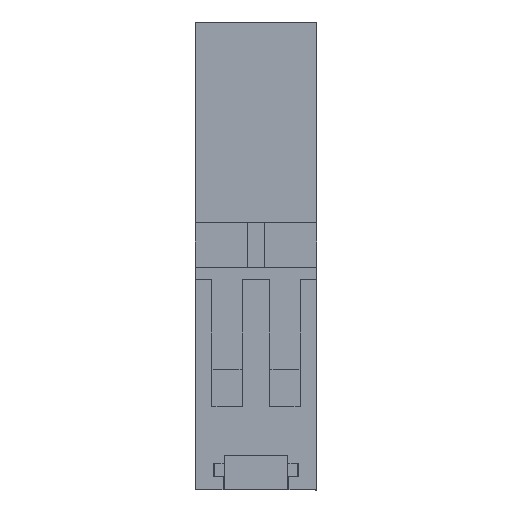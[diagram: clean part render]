
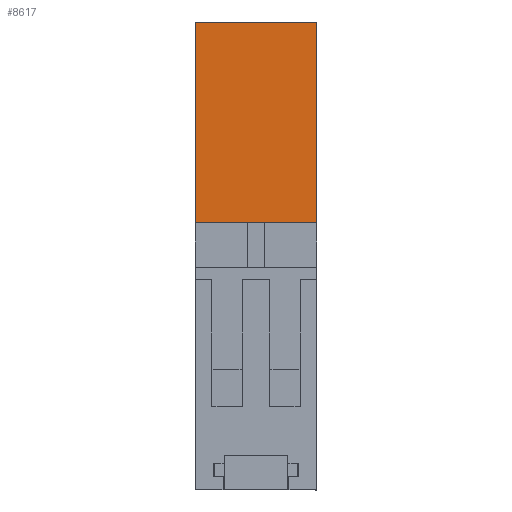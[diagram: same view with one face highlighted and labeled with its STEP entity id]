
A CAD part, front view. The second image highlights one B-rep face of the part: STEP entity #8617.
In plain terms, the highlighted planar face has unit normal (0, -1, 0).
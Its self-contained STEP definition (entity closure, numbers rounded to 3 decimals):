
#8573=AXIS2_PLACEMENT_3D('Plane Axis2P3D',#8570,#8571,#8572) ;
#120=CARTESIAN_POINT('Vertex',(15.8,54.15,61.)) ;
#124=CARTESIAN_POINT('Control Point',(15.8,54.15,27.1)) ;
#125=CARTESIAN_POINT('Control Point',(15.8,54.15,61.)) ;
#126=CARTESIAN_POINT('Vertex',(15.8,54.15,27.1)) ;
#307=CARTESIAN_POINT('Vertex',(0.,54.15,27.1)) ;
#311=CARTESIAN_POINT('Control Point',(0.,54.15,61.)) ;
#312=CARTESIAN_POINT('Control Point',(0.,54.15,27.1)) ;
#313=CARTESIAN_POINT('Vertex',(0.,54.15,61.)) ;
#2230=CARTESIAN_POINT('Vertex',(14.3,54.15,27.1)) ;
#2233=CARTESIAN_POINT('Line Origine',(14.3,54.15,30.975)) ;
#2237=CARTESIAN_POINT('Vertex',(14.3,54.15,34.85)) ;
#2576=CARTESIAN_POINT('Vertex',(1.5,54.15,34.85)) ;
#2579=CARTESIAN_POINT('Line Origine',(1.5,54.15,30.975)) ;
#2583=CARTESIAN_POINT('Vertex',(1.5,54.15,27.1)) ;
#2953=CARTESIAN_POINT('Line Origine',(11.675,54.15,34.85)) ;
#2957=CARTESIAN_POINT('Vertex',(9.05,54.15,34.85)) ;
#2978=CARTESIAN_POINT('Vertex',(6.75,54.15,34.85)) ;
#2981=CARTESIAN_POINT('Line Origine',(4.125,54.15,34.85)) ;
#3214=CARTESIAN_POINT('Line Origine',(9.05,54.15,31.675)) ;
#3218=CARTESIAN_POINT('Vertex',(9.05,54.15,28.5)) ;
#3239=CARTESIAN_POINT('Line Origine',(7.9,54.15,28.5)) ;
#3243=CARTESIAN_POINT('Vertex',(6.75,54.15,28.5)) ;
#3266=CARTESIAN_POINT('Line Origine',(6.75,54.15,31.675)) ;
#8541=CARTESIAN_POINT('Line Origine',(15.75,54.15,27.1)) ;
#8545=CARTESIAN_POINT('Vertex',(15.7,54.15,27.1)) ;
#8548=CARTESIAN_POINT('Line Origine',(15.6,54.15,27.1)) ;
#8552=CARTESIAN_POINT('Vertex',(15.5,54.15,27.1)) ;
#8555=CARTESIAN_POINT('Line Origine',(14.9,54.15,27.1)) ;
#8570=CARTESIAN_POINT('Axis2P3D Location',(15.7,54.15,34.)) ;
#8575=CARTESIAN_POINT('Line Origine',(7.9,54.15,61.)) ;
#8580=CARTESIAN_POINT('Line Origine',(0.05,54.15,27.1)) ;
#8584=CARTESIAN_POINT('Vertex',(0.1,54.15,27.1)) ;
#8587=CARTESIAN_POINT('Line Origine',(0.2,54.15,27.1)) ;
#8591=CARTESIAN_POINT('Vertex',(0.3,54.15,27.1)) ;
#8594=CARTESIAN_POINT('Line Origine',(0.9,54.15,27.1)) ;
#2234=DIRECTION('Vector Direction',(0.,0.,-1.)) ;
#2580=DIRECTION('Vector Direction',(0.,0.,1.)) ;
#2954=DIRECTION('Vector Direction',(1.,0.,0.)) ;
#2982=DIRECTION('Vector Direction',(-1.,0.,0.)) ;
#3215=DIRECTION('Vector Direction',(0.,0.,1.)) ;
#3240=DIRECTION('Vector Direction',(-1.,0.,0.)) ;
#3267=DIRECTION('Vector Direction',(0.,0.,1.)) ;
#8542=DIRECTION('Vector Direction',(1.,0.,0.)) ;
#8549=DIRECTION('Vector Direction',(-1.,0.,0.)) ;
#8556=DIRECTION('Vector Direction',(1.,0.,0.)) ;
#8571=DIRECTION('Axis2P3D Direction',(0.,1.,0.)) ;
#8572=DIRECTION('Axis2P3D XDirection',(-1.,0.,0.)) ;
#8576=DIRECTION('Vector Direction',(1.,0.,0.)) ;
#8581=DIRECTION('Vector Direction',(-1.,0.,0.)) ;
#8588=DIRECTION('Vector Direction',(-1.,0.,0.)) ;
#8595=DIRECTION('Vector Direction',(-1.,0.,0.)) ;
#2235=VECTOR('Line Direction',#2234,1.) ;
#2581=VECTOR('Line Direction',#2580,1.) ;
#2955=VECTOR('Line Direction',#2954,1.) ;
#2983=VECTOR('Line Direction',#2982,1.) ;
#3216=VECTOR('Line Direction',#3215,1.) ;
#3241=VECTOR('Line Direction',#3240,1.) ;
#3268=VECTOR('Line Direction',#3267,1.) ;
#8543=VECTOR('Line Direction',#8542,1.) ;
#8550=VECTOR('Line Direction',#8549,1.) ;
#8557=VECTOR('Line Direction',#8556,1.) ;
#8577=VECTOR('Line Direction',#8576,1.) ;
#8582=VECTOR('Line Direction',#8581,1.) ;
#8589=VECTOR('Line Direction',#8588,1.) ;
#8596=VECTOR('Line Direction',#8595,1.) ;
#8600=ORIENTED_EDGE('',*,*,#8579,.F.) ;
#8601=ORIENTED_EDGE('',*,*,#315,.F.) ;
#8602=ORIENTED_EDGE('',*,*,#8586,.F.) ;
#8603=ORIENTED_EDGE('',*,*,#8593,.T.) ;
#8604=ORIENTED_EDGE('',*,*,#8598,.T.) ;
#8605=ORIENTED_EDGE('',*,*,#2585,.F.) ;
#8606=ORIENTED_EDGE('',*,*,#2985,.F.) ;
#8607=ORIENTED_EDGE('',*,*,#3270,.T.) ;
#8608=ORIENTED_EDGE('',*,*,#3245,.F.) ;
#8609=ORIENTED_EDGE('',*,*,#3220,.F.) ;
#8610=ORIENTED_EDGE('',*,*,#2959,.F.) ;
#8611=ORIENTED_EDGE('',*,*,#2239,.T.) ;
#8612=ORIENTED_EDGE('',*,*,#8559,.T.) ;
#8613=ORIENTED_EDGE('',*,*,#8554,.T.) ;
#8614=ORIENTED_EDGE('',*,*,#8547,.T.) ;
#8615=ORIENTED_EDGE('',*,*,#128,.F.) ;
#8617=ADVANCED_FACE('SOCKEL',(#8616),#8574,.F.) ;
#123=B_SPLINE_CURVE_WITH_KNOTS('',1,(#124,#125),.UNSPECIFIED.,.F.,.U.,(2,2),(0.,33.9),.UNSPECIFIED.) ;
#310=B_SPLINE_CURVE_WITH_KNOTS('',1,(#311,#312),.UNSPECIFIED.,.F.,.U.,(2,2),(0.,33.9),.UNSPECIFIED.) ;
#128=EDGE_CURVE('',#121,#127,#123,.F.) ;
#315=EDGE_CURVE('',#308,#314,#310,.F.) ;
#2239=EDGE_CURVE('',#2238,#2231,#2236,.T.) ;
#2585=EDGE_CURVE('',#2577,#2584,#2582,.F.) ;
#2959=EDGE_CURVE('',#2238,#2958,#2956,.F.) ;
#2985=EDGE_CURVE('',#2979,#2577,#2984,.T.) ;
#3220=EDGE_CURVE('',#2958,#3219,#3217,.F.) ;
#3245=EDGE_CURVE('',#3219,#3244,#3242,.T.) ;
#3270=EDGE_CURVE('',#2979,#3244,#3269,.F.) ;
#8547=EDGE_CURVE('',#8546,#127,#8544,.T.) ;
#8554=EDGE_CURVE('',#8553,#8546,#8551,.F.) ;
#8559=EDGE_CURVE('',#2231,#8553,#8558,.T.) ;
#8579=EDGE_CURVE('',#314,#121,#8578,.T.) ;
#8586=EDGE_CURVE('',#8585,#308,#8583,.T.) ;
#8593=EDGE_CURVE('',#8585,#8592,#8590,.F.) ;
#8598=EDGE_CURVE('',#8592,#2584,#8597,.F.) ;
#8599=EDGE_LOOP('',(#8600,#8601,#8602,#8603,#8604,#8605,#8606,#8607,#8608,#8609,#8610,#8611,#8612,#8613,#8614,#8615)) ;
#8616=FACE_OUTER_BOUND('',#8599,.T.) ;
#2236=LINE('Line',#2233,#2235) ;
#2582=LINE('Line',#2579,#2581) ;
#2956=LINE('Line',#2953,#2955) ;
#2984=LINE('Line',#2981,#2983) ;
#3217=LINE('Line',#3214,#3216) ;
#3242=LINE('Line',#3239,#3241) ;
#3269=LINE('Line',#3266,#3268) ;
#8544=LINE('Line',#8541,#8543) ;
#8551=LINE('Line',#8548,#8550) ;
#8558=LINE('Line',#8555,#8557) ;
#8578=LINE('Line',#8575,#8577) ;
#8583=LINE('Line',#8580,#8582) ;
#8590=LINE('Line',#8587,#8589) ;
#8597=LINE('Line',#8594,#8596) ;
#8574=PLANE('',#8573) ;
#121=VERTEX_POINT('',#120) ;
#127=VERTEX_POINT('',#126) ;
#308=VERTEX_POINT('',#307) ;
#314=VERTEX_POINT('',#313) ;
#2231=VERTEX_POINT('',#2230) ;
#2238=VERTEX_POINT('',#2237) ;
#2577=VERTEX_POINT('',#2576) ;
#2584=VERTEX_POINT('',#2583) ;
#2958=VERTEX_POINT('',#2957) ;
#2979=VERTEX_POINT('',#2978) ;
#3219=VERTEX_POINT('',#3218) ;
#3244=VERTEX_POINT('',#3243) ;
#8546=VERTEX_POINT('',#8545) ;
#8553=VERTEX_POINT('',#8552) ;
#8585=VERTEX_POINT('',#8584) ;
#8592=VERTEX_POINT('',#8591) ;
